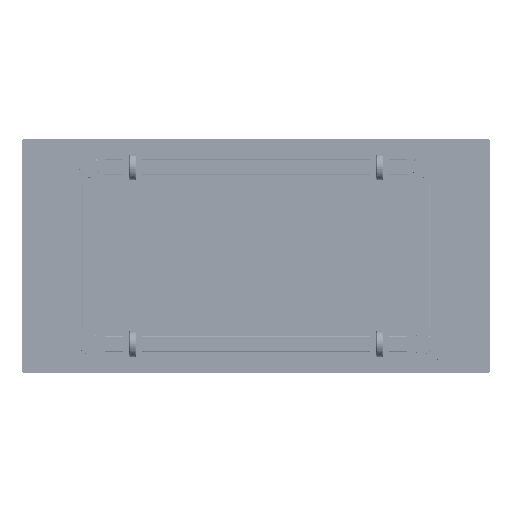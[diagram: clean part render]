
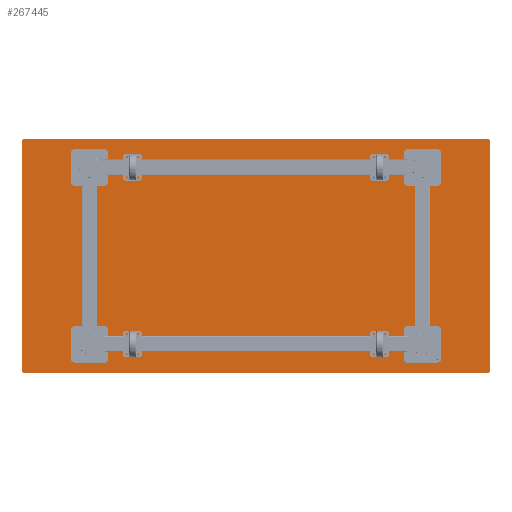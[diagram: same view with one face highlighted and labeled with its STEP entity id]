
A CAD part, top view. The second image highlights one B-rep face of the part: STEP entity #267445.
In plain terms, the highlighted planar face has unit normal (0, 0, 1).
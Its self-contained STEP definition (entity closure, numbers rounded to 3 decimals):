
#1495 = AXIS2_PLACEMENT_3D ( 'NONE', #60794, #92137, #223234 ) ;
#1588 = CARTESIAN_POINT ( 'NONE',  ( 511.642, 786.924, -361.5 ) ) ;
#5594 = DIRECTION ( 'NONE',  ( 0., 1., 0. ) ) ;
#10602 = DIRECTION ( 'NONE',  ( 0., 0., 1. ) ) ;
#12709 = VECTOR ( 'NONE', #153606, 1000. ) ;
#14633 = EDGE_CURVE ( 'NONE', #155103, #91691, #30902, .T. ) ;
#22127 = ORIENTED_EDGE ( 'NONE', *, *, #42280, .T. ) ;
#25008 = LINE ( 'NONE', #190908, #117255 ) ;
#30902 = LINE ( 'NONE', #167121, #113307 ) ;
#37078 = CARTESIAN_POINT ( 'NONE',  ( 522.642, 786.924, -361.5 ) ) ;
#40367 = CIRCLE ( 'NONE', #1495, 11. ) ;
#40581 = AXIS2_PLACEMENT_3D ( 'NONE', #1588, #55661, #239096 ) ;
#42280 = EDGE_CURVE ( 'NONE', #118613, #155103, #132298, .T. ) ;
#47064 = LINE ( 'NONE', #209498, #12709 ) ;
#55661 = DIRECTION ( 'NONE',  ( 0., 0., 1. ) ) ;
#60794 = CARTESIAN_POINT ( 'NONE',  ( -1266.358, -91.076, -361.5 ) ) ;
#61352 = DIRECTION ( 'NONE',  ( 0., 0., 1. ) ) ;
#64622 = DIRECTION ( 'NONE',  ( 0., 1., 0. ) ) ;
#73210 = CARTESIAN_POINT ( 'NONE',  ( -1277.358, -91.076, -361.5 ) ) ;
#83284 = DIRECTION ( 'NONE',  ( 0., 0., 1. ) ) ;
#85090 = EDGE_CURVE ( 'NONE', #221576, #118613, #47064, .T. ) ;
#91691 = VERTEX_POINT ( 'NONE', #73210 ) ;
#92137 = DIRECTION ( 'NONE',  ( 0., 0., 1. ) ) ;
#99069 = ORIENTED_EDGE ( 'NONE', *, *, #329676, .T. ) ;
#101621 = CARTESIAN_POINT ( 'NONE',  ( 522.642, -91.076, -361.5 ) ) ;
#104366 = AXIS2_PLACEMENT_3D ( 'NONE', #197516, #10602, #64622 ) ;
#105965 = CARTESIAN_POINT ( 'NONE',  ( 511.642, 786.924, -361.5 ) ) ;
#112366 = VECTOR ( 'NONE', #193285, 1000. ) ;
#113307 = VECTOR ( 'NONE', #193337, 1000. ) ;
#115632 = AXIS2_PLACEMENT_3D ( 'NONE', #300699, #61352, #5594 ) ;
#117255 = VECTOR ( 'NONE', #243270, 1000. ) ;
#118613 = VERTEX_POINT ( 'NONE', #139404 ) ;
#124466 = EDGE_CURVE ( 'NONE', #277838, #335383, #252487, .T. ) ;
#129023 = FACE_OUTER_BOUND ( 'NONE', #264785, .T. ) ;
#132298 = CIRCLE ( 'NONE', #104366, 11. ) ;
#139404 = CARTESIAN_POINT ( 'NONE',  ( -1266.358, 797.924, -361.5 ) ) ;
#150881 = CARTESIAN_POINT ( 'NONE',  ( -1266.358, -102.076, -361.5 ) ) ;
#153606 = DIRECTION ( 'NONE',  ( -1., 0., 0. ) ) ;
#155103 = VERTEX_POINT ( 'NONE', #257691 ) ;
#164721 = EDGE_CURVE ( 'NONE', #91691, #277838, #40367, .T. ) ;
#167121 = CARTESIAN_POINT ( 'NONE',  ( -1277.358, 786.924, -361.5 ) ) ;
#169793 = ORIENTED_EDGE ( 'NONE', *, *, #124466, .T. ) ;
#189377 = EDGE_CURVE ( 'NONE', #198618, #325911, #25008, .T. ) ;
#189862 = DIRECTION ( 'NONE',  ( 0., 1., 0. ) ) ;
#190908 = CARTESIAN_POINT ( 'NONE',  ( 522.642, 786.924, -361.5 ) ) ;
#193285 = DIRECTION ( 'NONE',  ( 1., 0., 0. ) ) ;
#193337 = DIRECTION ( 'NONE',  ( 0., -1., 0. ) ) ;
#197516 = CARTESIAN_POINT ( 'NONE',  ( -1266.358, 786.924, -361.5 ) ) ;
#198618 = VERTEX_POINT ( 'NONE', #101621 ) ;
#209498 = CARTESIAN_POINT ( 'NONE',  ( 511.642, 797.924, -361.5 ) ) ;
#217618 = ORIENTED_EDGE ( 'NONE', *, *, #164721, .T. ) ;
#221576 = VERTEX_POINT ( 'NONE', #308860 ) ;
#221799 = ORIENTED_EDGE ( 'NONE', *, *, #85090, .T. ) ;
#223234 = DIRECTION ( 'NONE',  ( 0., 1., 0. ) ) ;
#237373 = PLANE ( 'NONE',  #40581 ) ;
#239096 = DIRECTION ( 'NONE',  ( 0., -1., 0. ) ) ;
#243270 = DIRECTION ( 'NONE',  ( 0., 1., 0. ) ) ;
#252487 = LINE ( 'NONE', #304952, #112366 ) ;
#257691 = CARTESIAN_POINT ( 'NONE',  ( -1277.358, 786.924, -361.5 ) ) ;
#264785 = EDGE_LOOP ( 'NONE', ( #221799, #22127, #280843, #217618, #169793, #292605, #283027, #99069 ) ) ;
#266212 = CIRCLE ( 'NONE', #115632, 11. ) ;
#267445 = ADVANCED_FACE ( 'NONE', ( #129023 ), #237373, .T. ) ;
#277838 = VERTEX_POINT ( 'NONE', #150881 ) ;
#280843 = ORIENTED_EDGE ( 'NONE', *, *, #14633, .T. ) ;
#283027 = ORIENTED_EDGE ( 'NONE', *, *, #189377, .T. ) ;
#292605 = ORIENTED_EDGE ( 'NONE', *, *, #331659, .T. ) ;
#300699 = CARTESIAN_POINT ( 'NONE',  ( 511.642, -91.076, -361.5 ) ) ;
#304952 = CARTESIAN_POINT ( 'NONE',  ( 511.642, -102.076, -361.5 ) ) ;
#308860 = CARTESIAN_POINT ( 'NONE',  ( 511.642, 797.924, -361.5 ) ) ;
#321659 = CARTESIAN_POINT ( 'NONE',  ( 511.642, -102.076, -361.5 ) ) ;
#325911 = VERTEX_POINT ( 'NONE', #37078 ) ;
#326185 = CIRCLE ( 'NONE', #331623, 11. ) ;
#329676 = EDGE_CURVE ( 'NONE', #325911, #221576, #326185, .T. ) ;
#331623 = AXIS2_PLACEMENT_3D ( 'NONE', #105965, #83284, #189862 ) ;
#331659 = EDGE_CURVE ( 'NONE', #335383, #198618, #266212, .T. ) ;
#335383 = VERTEX_POINT ( 'NONE', #321659 ) ;
